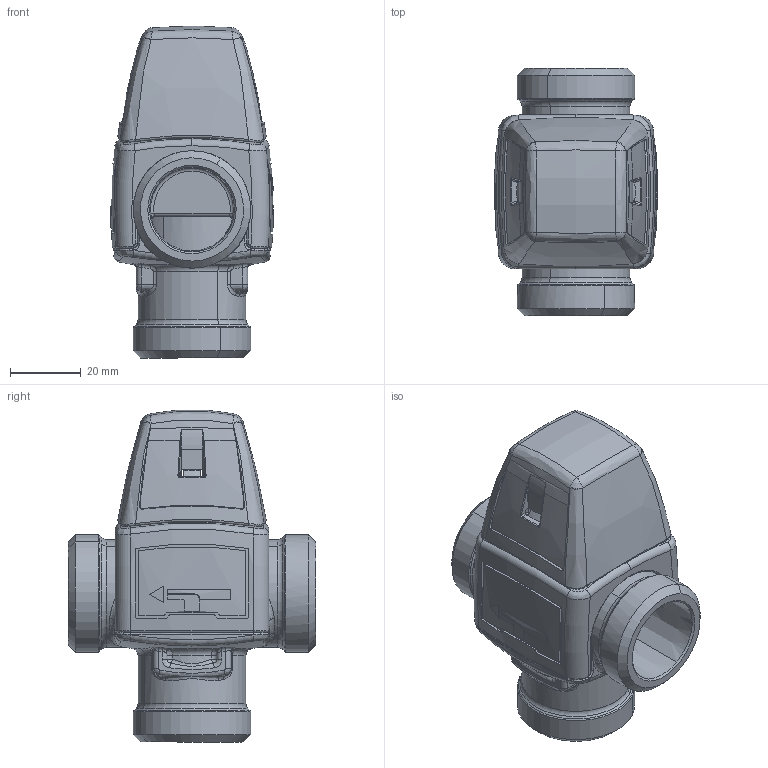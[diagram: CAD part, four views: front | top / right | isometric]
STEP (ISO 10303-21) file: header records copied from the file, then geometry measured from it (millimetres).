
FILE_DESCRIPTION(('CATIA V5 STEP Exchange'),'2;1');
FILE_NAME('VTA322 G1.stp','2012-02-08T09:21:03+00:00',('none'),('none'),'CATIA Version 5 Release 20 SP 6 (IN-10)','CATIA V5 STEP AP203','none');
FILE_SCHEMA(('CONFIG_CONTROL_DESIGN'));
Length unit declared in the file: millimetre
Products named in the file (1): 2615s9
Assembly tree (5 placements, depth 2):
  2615s9
    #58
    #29601
    #54462
    #59214
    #60513
Bounding box: 46.1 x 70 x 93.88 mm (x, y, z)
Volume: 92760.6 mm3; surface area: 43138.4 mm2
Topology: 5 solids, 5 shells, 2126 faces, 5585 edges, 3481 vertices
Faces by surface type: plane 1067, bspline 366, cylinder 354, torus 187, sphere 92, cone 48, revolution 12
Entity records: 86791 total; most frequent: CARTESIAN_POINT 43348, ORIENTED_EDGE 11040, EDGE_CURVE 5520, DIRECTION 5413, VERTEX_POINT 3481, B_SPLINE_CURVE_WITH_KNOTS 3079, AXIS2_PLACEMENT_3D 2292, EDGE_LOOP 2209
